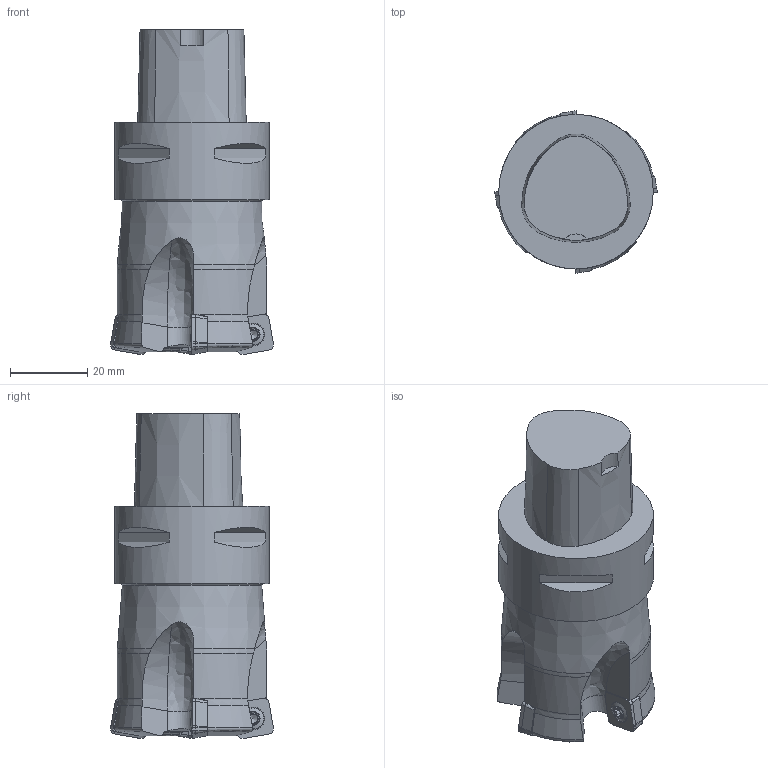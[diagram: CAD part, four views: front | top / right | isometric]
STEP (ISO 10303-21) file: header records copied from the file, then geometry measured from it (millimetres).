
FILE_DESCRIPTION(/* description */ (''),/* implementation_level */ '2;1');
FILE_NAME(/* name */ '1540522587528.stp',/* time_stamp */ '2018-10-26T08:26:49+06:00',/* author */ (''),/* organization */ ('SMS'),/* preprocessor_version */ 'ST-DEVELOPER v15',/* originating_system */ 'SIEMENS PLM Software NX 8.5',/* authorisation */ '');
FILE_SCHEMA (('AUTOMOTIVE_DESIGN { 1 0 10303 214 3 1 1 1 }'));
Length unit declared in the file: millimetre
Products named in the file (4): ASSEMBLY_CONSTRUCTION; 201748459mod000_00; 201833478mod000_00; 201833477mod000_00
Assembly tree (6 placements, depth 2):
  201833477mod000_00
    201833478mod000_00
    201748459mod000_00  x4
    ASSEMBLY_CONSTRUCTION
Bounding box: 42 x 42 x 84 mm (x, y, z)
Volume: 72888.2 mm3; surface area: 14693.8 mm2
Topology: 5 solids, 6 shells, 400 faces, 1021 edges, 659 vertices
Faces by surface type: plane 138, cone 125, cylinder 95, torus 30, bspline 8, sphere 4
Full cylindrical faces by diameter (mm): 3.5 x4, 4 x4, 4.2 x4, 5.45 x4, 6 x1, 40 x1
Entity records: 9977 total; most frequent: CARTESIAN_POINT 3348, DIRECTION 1334, ORIENTED_EDGE 1322, EDGE_CURVE 661, AXIS2_PLACEMENT_3D 580, VERTEX_POINT 438, EDGE_LOOP 340, ADVANCED_FACE 286
